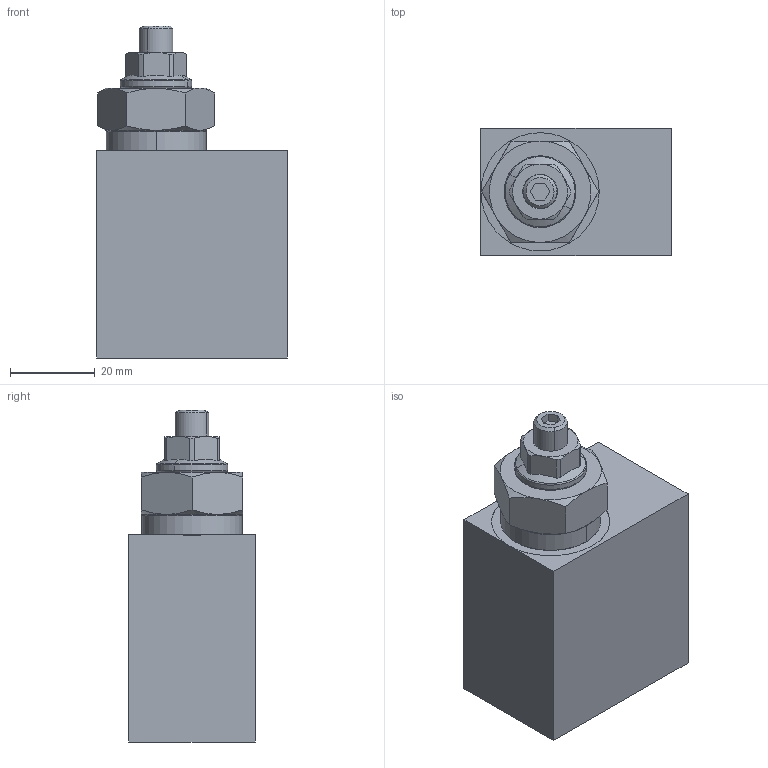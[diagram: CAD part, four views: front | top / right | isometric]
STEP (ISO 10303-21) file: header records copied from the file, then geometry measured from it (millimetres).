
FILE_DESCRIPTION (( 'STEP AP214' ), '1' );
FILE_NAME ('05130703023500A.STEP', '2025-06-04T08:37:25', ( '' ), ( '' ), 'SwSTEP 2.0', 'SolidWorks 2023', '' );
FILE_SCHEMA (( 'AUTOMOTIVE_DESIGN' ));
Length unit declared in the file: millimetre
Products named in the file (1): 05130703023500A
Bounding box: 45 x 30 x 78.58 mm (x, y, z)
Surface area: 13796 mm2 (no closed solid volume)
Topology: 0 solids, 4 shells, 88 faces, 219 edges, 138 vertices
Faces by surface type: plane 31, cone 29, cylinder 22, torus 6
Entity records: 2805 total; most frequent: CARTESIAN_POINT 734, DIRECTION 433, ORIENTED_EDGE 419, EDGE_CURVE 219, AXIS2_PLACEMENT_3D 177, VERTEX_POINT 138, EDGE_LOOP 96, FACE_OUTER_BOUND 88
